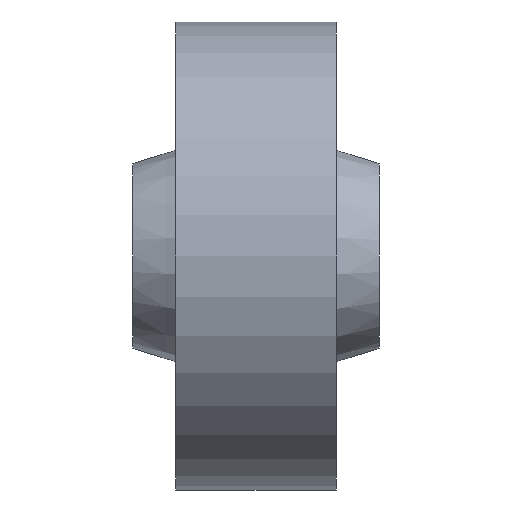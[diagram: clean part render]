
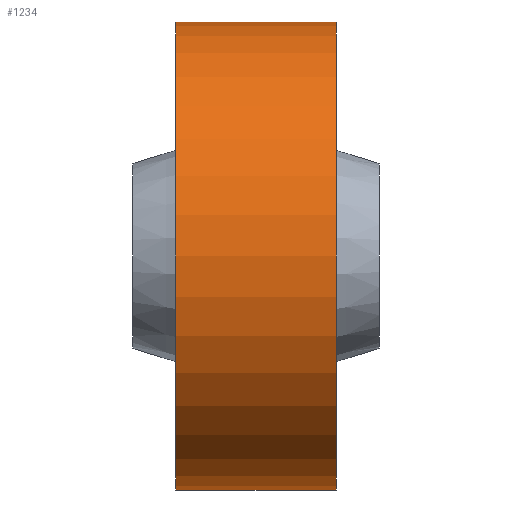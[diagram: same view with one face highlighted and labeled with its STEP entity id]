
A CAD part, front view. The second image highlights one B-rep face of the part: STEP entity #1234.
In plain terms, the highlighted cylindrical face has radius 38 mm (diameter 76 mm), a partial arc.
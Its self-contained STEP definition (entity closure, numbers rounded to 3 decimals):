
#7 = ORIENTED_EDGE ( 'NONE', *, *, #500, .F. ) ;
#26 = VERTEX_POINT ( 'NONE', #701 ) ;
#61 = ORIENTED_EDGE ( 'NONE', *, *, #698, .F. ) ;
#81 = AXIS2_PLACEMENT_3D ( 'NONE', #1145, #264, #653 ) ;
#84 = ORIENTED_EDGE ( 'NONE', *, *, #320, .T. ) ;
#101 = CARTESIAN_POINT ( 'NONE',  ( -13., 0., -38. ) ) ;
#214 = CIRCLE ( 'NONE', #407, 38. ) ;
#235 = VERTEX_POINT ( 'NONE', #1167 ) ;
#264 = DIRECTION ( 'NONE',  ( -1., 0., 0. ) ) ;
#271 = CARTESIAN_POINT ( 'NONE',  ( 0., 0., 0. ) ) ;
#309 = DIRECTION ( 'NONE',  ( -1., 0., 0. ) ) ;
#310 = VECTOR ( 'NONE', #313, 1000. ) ;
#313 = DIRECTION ( 'NONE',  ( -1., 0., 0. ) ) ;
#320 = EDGE_CURVE ( 'NONE', #235, #26, #384, .T. ) ;
#358 = CARTESIAN_POINT ( 'NONE',  ( 13., 0., 0. ) ) ;
#359 = VERTEX_POINT ( 'NONE', #525 ) ;
#384 = LINE ( 'NONE', #1172, #310 ) ;
#407 = AXIS2_PLACEMENT_3D ( 'NONE', #358, #761, #463 ) ;
#463 = DIRECTION ( 'NONE',  ( 0., 0., 1. ) ) ;
#500 = EDGE_CURVE ( 'NONE', #1151, #26, #1161, .T. ) ;
#519 = EDGE_CURVE ( 'NONE', #359, #235, #214, .T. ) ;
#525 = CARTESIAN_POINT ( 'NONE',  ( 13., 0., -38. ) ) ;
#553 = FACE_OUTER_BOUND ( 'NONE', #603, .T. ) ;
#558 = DIRECTION ( 'NONE',  ( -1., 0., 0. ) ) ;
#603 = EDGE_LOOP ( 'NONE', ( #61, #1072, #84, #7 ) ) ;
#653 = DIRECTION ( 'NONE',  ( 0., 0., 1. ) ) ;
#698 = EDGE_CURVE ( 'NONE', #359, #1151, #798, .T. ) ;
#701 = CARTESIAN_POINT ( 'NONE',  ( -13., 0., 38. ) ) ;
#761 = DIRECTION ( 'NONE',  ( -1., 0., 0. ) ) ;
#798 = LINE ( 'NONE', #1176, #1122 ) ;
#830 = AXIS2_PLACEMENT_3D ( 'NONE', #271, #558, #951 ) ;
#947 = CYLINDRICAL_SURFACE ( 'NONE', #830, 38. ) ;
#951 = DIRECTION ( 'NONE',  ( 0., 0., 1. ) ) ;
#1072 = ORIENTED_EDGE ( 'NONE', *, *, #519, .T. ) ;
#1122 = VECTOR ( 'NONE', #309, 1000. ) ;
#1145 = CARTESIAN_POINT ( 'NONE',  ( -13., 0., 0. ) ) ;
#1151 = VERTEX_POINT ( 'NONE', #101 ) ;
#1161 = CIRCLE ( 'NONE', #81, 38. ) ;
#1167 = CARTESIAN_POINT ( 'NONE',  ( 13., 0., 38. ) ) ;
#1172 = CARTESIAN_POINT ( 'NONE',  ( 0., 0., 38. ) ) ;
#1176 = CARTESIAN_POINT ( 'NONE',  ( 0., 0., -38. ) ) ;
#1234 = ADVANCED_FACE ( 'NONE', ( #553 ), #947, .T. ) ;
